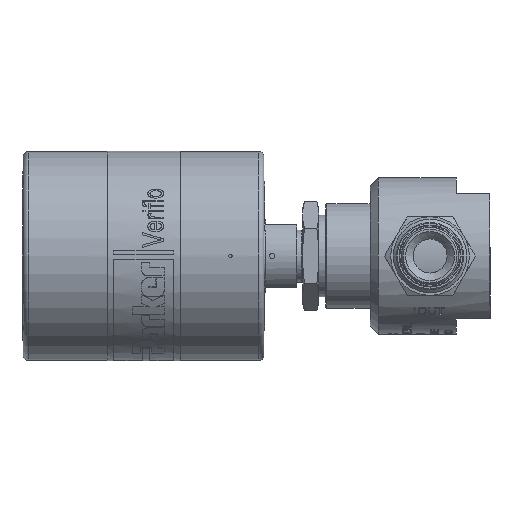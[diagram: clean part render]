
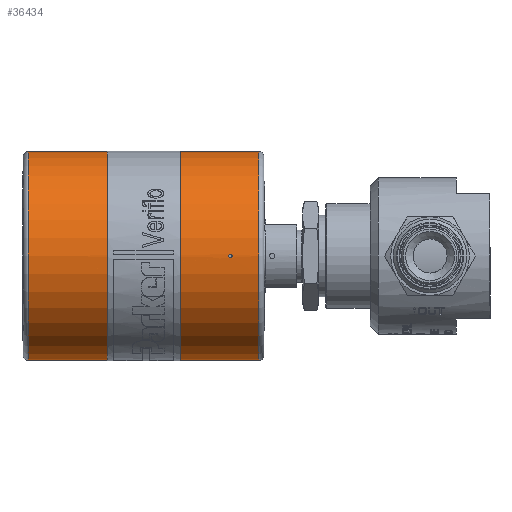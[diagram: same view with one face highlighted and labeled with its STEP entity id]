
A CAD part, left-side view. The second image highlights one B-rep face of the part: STEP entity #36434.
In plain terms, the highlighted cylindrical face has radius 31.623 mm (diameter 63.246 mm), a full revolution.
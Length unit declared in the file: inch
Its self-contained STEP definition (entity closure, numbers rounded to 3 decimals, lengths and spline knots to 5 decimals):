
#8778=FACE_BOUND('',#13296,.T.);
#8779=FACE_BOUND('',#13297,.T.);
#10334=CYLINDRICAL_SURFACE('',#38812,1.245);
#11150=FACE_OUTER_BOUND('',#13295,.T.);
#13295=EDGE_LOOP('',(#29071));
#13296=EDGE_LOOP('',(#29072));
#13297=EDGE_LOOP('',(#29073,#29074));
#15154=CIRCLE('',#38813,1.245);
#15155=CIRCLE('',#38814,1.245);
#15748=B_SPLINE_CURVE_WITH_KNOTS('',3,(#62703,#62704,#62705,#62706,#62707,
#62708,#62709,#62710,#62711,#62712,#62713,#62714,#62715,#62716,#62717,#62718,
#62719,#62720),.UNSPECIFIED.,.F.,.F.,(4,2,2,2,2,2,2,2,4),(-0.23537,
-0.21576,-0.19614,-0.17653,-0.15692,
-0.1373,-0.11769,-0.09807,-0.07846),
 .UNSPECIFIED.);
#15749=B_SPLINE_CURVE_WITH_KNOTS('',3,(#62721,#62722,#62723,#62724,#62725,
#62726,#62727,#62728,#62729,#62730,#62731,#62732,#62733,#62734,#62735,#62736,
#62737,#62738,#62739),.UNSPECIFIED.,.F.,.F.,(4,2,2,2,3,2,2,2,4),(-0.07846,
-0.05884,-0.03923,-0.01961,0.,0.01961,
0.03923,0.05884,0.07846),.UNSPECIFIED.);
#17981=VERTEX_POINT('',#62697);
#17982=VERTEX_POINT('',#62699);
#17983=VERTEX_POINT('',#62701);
#17984=VERTEX_POINT('',#62702);
#22050=EDGE_CURVE('',#17981,#17981,#15154,.T.);
#22051=EDGE_CURVE('',#17982,#17982,#15155,.T.);
#22052=EDGE_CURVE('',#17983,#17984,#15748,.T.);
#22053=EDGE_CURVE('',#17984,#17983,#15749,.T.);
#29071=ORIENTED_EDGE('',*,*,#22050,.F.);
#29072=ORIENTED_EDGE('',*,*,#22051,.F.);
#29073=ORIENTED_EDGE('',*,*,#22052,.T.);
#29074=ORIENTED_EDGE('',*,*,#22053,.T.);
#36434=ADVANCED_FACE('',(#11150,#8778,#8779),#10334,.T.);
#38812=AXIS2_PLACEMENT_3D('',#62696,#42881,#42882);
#38813=AXIS2_PLACEMENT_3D('',#62698,#42883,#42884);
#38814=AXIS2_PLACEMENT_3D('',#62700,#42885,#42886);
#42881=DIRECTION('center_axis',(0.,1.,0.));
#42882=DIRECTION('ref_axis',(0.,0.,
1.));
#42883=DIRECTION('center_axis',(0.,1.,0.));
#42884=DIRECTION('ref_axis',(0.,0.,
1.));
#42885=DIRECTION('center_axis',(0.,-1.,0.));
#42886=DIRECTION('ref_axis',(0.,0.,
-1.));
#62696=CARTESIAN_POINT('Origin',(0.,3.922,
0.));
#62697=CARTESIAN_POINT('',(0.,5.505,-1.245));
#62698=CARTESIAN_POINT('Origin',(0.,5.505,
0.));
#62699=CARTESIAN_POINT('',(0.,2.755,1.245));
#62700=CARTESIAN_POINT('Origin',(0.,2.755,
0.));
#62701=CARTESIAN_POINT('',(-1.245,3.1155,0.));
#62702=CARTESIAN_POINT('',(-1.245,3.0745,0.));
#62703=CARTESIAN_POINT('Ctrl Pts',(-1.245,3.1155,0.));
#62704=CARTESIAN_POINT('Ctrl Pts',(-1.245,3.1155,0.00257));
#62705=CARTESIAN_POINT('Ctrl Pts',(-1.24499,3.11499,0.00532));
#62706=CARTESIAN_POINT('Ctrl Pts',(-1.24496,3.11289,0.01037));
#62707=CARTESIAN_POINT('Ctrl Pts',(-1.24494,3.11132,0.01268));
#62708=CARTESIAN_POINT('Ctrl Pts',(-1.24489,3.10768,0.01632));
#62709=CARTESIAN_POINT('Ctrl Pts',(-1.24487,3.10537,0.01789));
#62710=CARTESIAN_POINT('Ctrl Pts',(-1.24484,3.10032,0.01999));
#62711=CARTESIAN_POINT('Ctrl Pts',(-1.24483,3.09757,0.0205));
#62712=CARTESIAN_POINT('Ctrl Pts',(-1.24483,3.09243,0.0205));
#62713=CARTESIAN_POINT('Ctrl Pts',(-1.24484,3.08968,0.01999));
#62714=CARTESIAN_POINT('Ctrl Pts',(-1.24487,3.08463,0.01789));
#62715=CARTESIAN_POINT('Ctrl Pts',(-1.24489,3.08232,0.01632));
#62716=CARTESIAN_POINT('Ctrl Pts',(-1.24494,3.07868,0.01268));
#62717=CARTESIAN_POINT('Ctrl Pts',(-1.24496,3.07711,0.01037));
#62718=CARTESIAN_POINT('Ctrl Pts',(-1.24499,3.07501,0.00532));
#62719=CARTESIAN_POINT('Ctrl Pts',(-1.245,3.0745,0.00257));
#62720=CARTESIAN_POINT('Ctrl Pts',(-1.245,3.0745,0.));
#62721=CARTESIAN_POINT('Ctrl Pts',(-1.245,3.0745,0.));
#62722=CARTESIAN_POINT('Ctrl Pts',(-1.245,3.0745,-0.00257));
#62723=CARTESIAN_POINT('Ctrl Pts',(-1.24499,3.07501,-0.00532));
#62724=CARTESIAN_POINT('Ctrl Pts',(-1.24496,3.07711,-0.01037));
#62725=CARTESIAN_POINT('Ctrl Pts',(-1.24494,3.07868,-0.01268));
#62726=CARTESIAN_POINT('Ctrl Pts',(-1.24489,3.08232,-0.01632));
#62727=CARTESIAN_POINT('Ctrl Pts',(-1.24487,3.08463,-0.01789));
#62728=CARTESIAN_POINT('Ctrl Pts',(-1.24484,3.08968,-0.01999));
#62729=CARTESIAN_POINT('Ctrl Pts',(-1.24483,3.09243,-0.0205));
#62730=CARTESIAN_POINT('Ctrl Pts',(-1.24483,3.095,-0.0205));
#62731=CARTESIAN_POINT('Ctrl Pts',(-1.24483,3.09757,-0.0205));
#62732=CARTESIAN_POINT('Ctrl Pts',(-1.24484,3.10032,-0.01999));
#62733=CARTESIAN_POINT('Ctrl Pts',(-1.24487,3.10537,-0.01789));
#62734=CARTESIAN_POINT('Ctrl Pts',(-1.24489,3.10768,-0.01632));
#62735=CARTESIAN_POINT('Ctrl Pts',(-1.24494,3.11132,-0.01268));
#62736=CARTESIAN_POINT('Ctrl Pts',(-1.24496,3.11289,-0.01037));
#62737=CARTESIAN_POINT('Ctrl Pts',(-1.24499,3.11499,-0.00532));
#62738=CARTESIAN_POINT('Ctrl Pts',(-1.245,3.1155,-0.00257));
#62739=CARTESIAN_POINT('Ctrl Pts',(-1.245,3.1155,0.));
